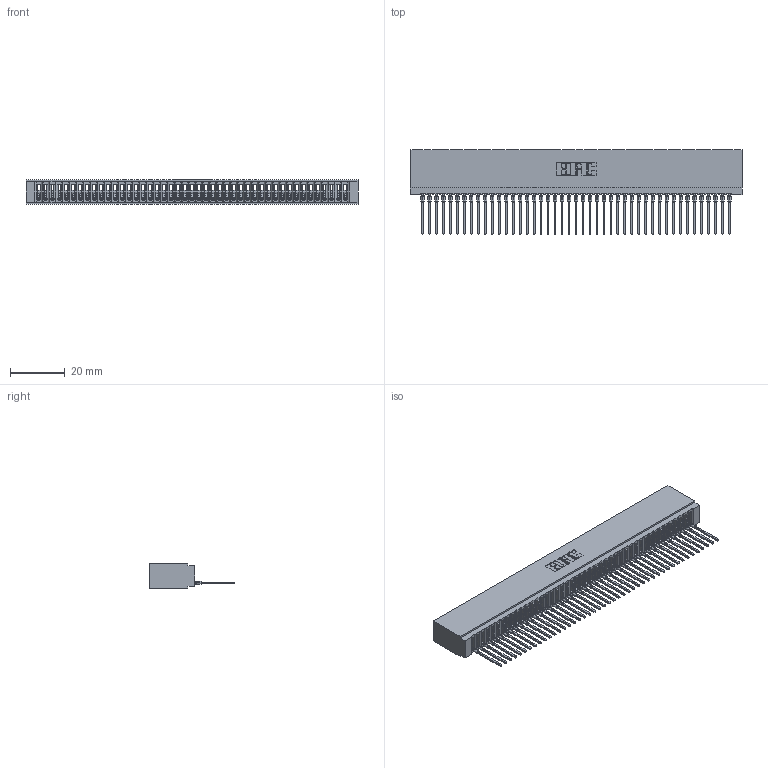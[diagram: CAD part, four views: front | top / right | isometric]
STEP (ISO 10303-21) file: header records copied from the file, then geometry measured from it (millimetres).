
FILE_DESCRIPTION (( 'STEP AP203' ), '1' );
FILE_NAME ('745-045-540-101.STEP', '2026-02-25T21:05:02', ( '' ), ( '' ), 'SwSTEP 2.0', 'SolidWorks 2023', '' );
FILE_SCHEMA (( 'CONFIG_CONTROL_DESIGN' ));
Length unit declared in the file: millimetre
Products named in the file (3): 745-292-001_540; 745 Part_Insulator Option - 01; 745-045-540-101
Assembly tree (46 placements, depth 2):
  745-045-540-101
    745 Part_Insulator Option - 01
    745-292-001_540  x45
Bounding box: 120.9 x 30.62 x 8.89 mm (x, y, z)
Volume: 10562.7 mm3; surface area: 20234.2 mm2
Topology: 46 solids, 46 shells, 5135 faces, 14118 edges, 8902 vertices
Faces by surface type: plane 3070, bspline 900, cylinder 895, torus 270
Entity records: 73909 total; most frequent: CARTESIAN_POINT 13526, ORIENTED_EDGE 13012, DIRECTION 11274, EDGE_CURVE 6506, VECTOR 6054, LINE 6054, VERTEX_POINT 4150, AXIS2_PLACEMENT_3D 2610
